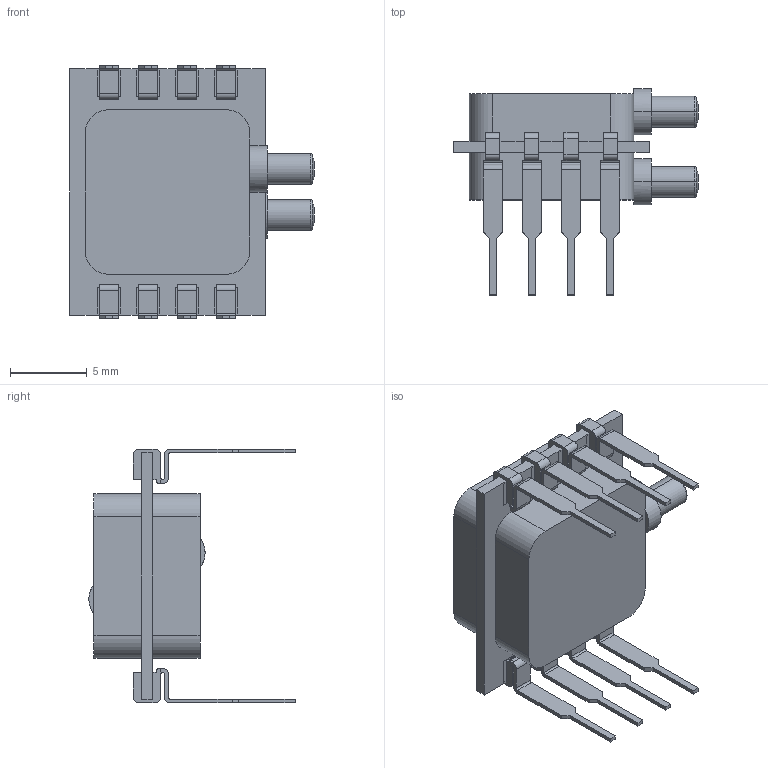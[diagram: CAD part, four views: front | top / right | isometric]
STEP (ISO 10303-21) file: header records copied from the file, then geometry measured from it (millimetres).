
FILE_DESCRIPTION (( 'STEP AP203' ), '1' );
FILE_NAME ('F1RD_STEP.STEP', '2018-04-13T19:30:52', ( 'user' ), ( '' ), 'SwSTEP 2.0', 'SolidWorks 2010', '' );
FILE_SCHEMA (( 'CONFIG_CONTROL_DESIGN' ));
Length unit declared in the file: inch
Products named in the file (1): F1RD_STEP
Bounding box: 15.89 x 13.41 x 16.51 mm (x, y, z)
Volume: 907.3 mm3; surface area: 1038 mm2
Topology: 1 solids, 1 shells, 453 faces, 1306 edges, 860 vertices
Faces by surface type: plane 353, cylinder 92, torus 4, cone 4
Entity records: 14779 total; most frequent: CARTESIAN_POINT 2620, ORIENTED_EDGE 2612, DIRECTION 2410, EDGE_CURVE 1306, VECTOR 1110, LINE 1110, VERTEX_POINT 860, AXIS2_PLACEMENT_3D 650
